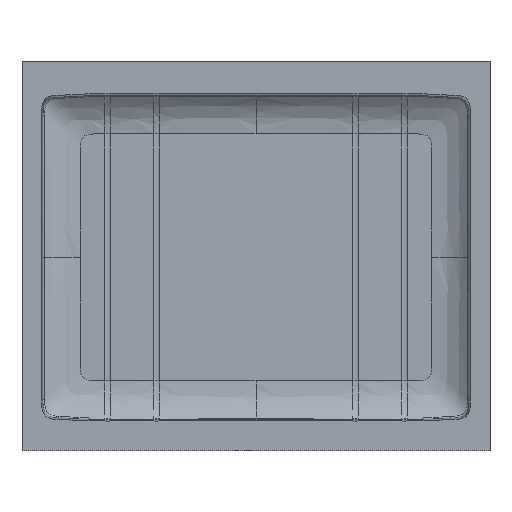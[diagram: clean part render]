
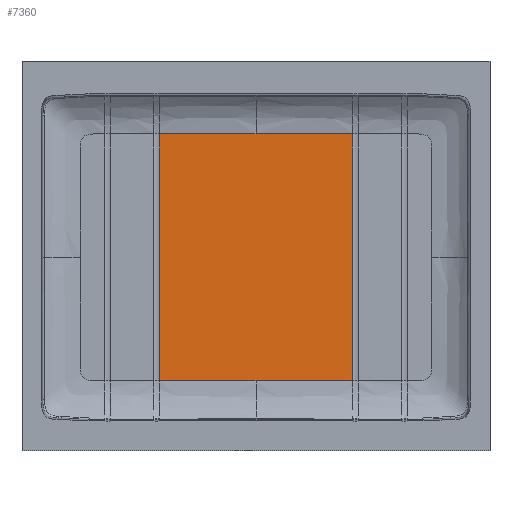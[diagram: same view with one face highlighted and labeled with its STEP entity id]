
A CAD part, front view. The second image highlights one B-rep face of the part: STEP entity #7360.
In plain terms, the highlighted planar face has unit normal (0, -1, 0).
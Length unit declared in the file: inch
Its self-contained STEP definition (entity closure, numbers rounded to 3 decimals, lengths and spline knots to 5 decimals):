
#17 = ORIENTED_EDGE ( 'NONE', *, *, #3767, .F. ) ;
#37 = CARTESIAN_POINT ( 'NONE',  ( -3.48118, 2.03, 4.44987 ) ) ;
#100 = DIRECTION ( 'NONE',  ( 0., 1., 0. ) ) ;
#130 = VERTEX_POINT ( 'NONE', #2562 ) ;
#465 = FACE_OUTER_BOUND ( 'NONE', #4527, .T. ) ;
#519 = CARTESIAN_POINT ( 'NONE',  ( 2.12528, 2.03, -4.44987 ) ) ;
#696 = CARTESIAN_POINT ( 'NONE',  ( 3.44324, 2.03, -4.44987 ) ) ;
#704 = CARTESIAN_POINT ( 'NONE',  ( 2.6231, 2.03, 4.44987 ) ) ;
#735 = VERTEX_POINT ( 'NONE', #9328 ) ;
#775 = AXIS2_PLACEMENT_3D ( 'NONE', #4216, #100, #5562 ) ;
#1379 = CARTESIAN_POINT ( 'NONE',  ( 1.5014, 2.03, -4.44987 ) ) ;
#1527 = CARTESIAN_POINT ( 'NONE',  ( 1.5014, 2.03, 4.44987 ) ) ;
#1628 = CARTESIAN_POINT ( 'NONE',  ( -3.28158, 2.03, 4.44987 ) ) ;
#1961 = CARTESIAN_POINT ( 'NONE',  ( -3.48118, 2.03, 4.44987 ) ) ;
#2026 = VERTEX_POINT ( 'NONE', #8603 ) ;
#2136 = VERTEX_POINT ( 'NONE', #2598 ) ;
#2196 = CARTESIAN_POINT ( 'NONE',  ( 3.48118, 2.03, -4.44987 ) ) ;
#2345 = CARTESIAN_POINT ( 'NONE',  ( 0.25034, 2.03, 4.44987 ) ) ;
#2454 = CARTESIAN_POINT ( 'NONE',  ( -2.6231, 2.03, 4.44987 ) ) ;
#2562 = CARTESIAN_POINT ( 'NONE',  ( 3.48118, 2.03, -4.44987 ) ) ;
#2598 = CARTESIAN_POINT ( 'NONE',  ( -3.48118, 2.03, -4.44987 ) ) ;
#3217 = CARTESIAN_POINT ( 'NONE',  ( -1.5014, 2.03, 4.44987 ) ) ;
#3238 = EDGE_CURVE ( 'NONE', #2136, #2026, #4544, .T. ) ;
#3385 = CARTESIAN_POINT ( 'NONE',  ( 0.25034, 2.03, -4.44987 ) ) ;
#3767 = EDGE_CURVE ( 'NONE', #130, #2026, #4871, .T. ) ;
#3824 = CARTESIAN_POINT ( 'NONE',  ( -1.5014, 2.03, -4.44987 ) ) ;
#3888 = CARTESIAN_POINT ( 'NONE',  ( -3.48118, 2.03, -4.44987 ) ) ;
#3980 = CARTESIAN_POINT ( 'NONE',  ( -0.25034, 2.03, 4.44987 ) ) ;
#4216 = CARTESIAN_POINT ( 'NONE',  ( 0., 2.03, 0. ) ) ;
#4319 = ORIENTED_EDGE ( 'NONE', *, *, #7942, .T. ) ;
#4527 = EDGE_LOOP ( 'NONE', ( #5076, #4921, #7611, #17, #4319, #8244 ) ) ;
#4542 = CARTESIAN_POINT ( 'NONE',  ( 0., 2.03, -4.44987 ) ) ;
#4544 = B_SPLINE_CURVE_WITH_KNOTS ( 'NONE', 3,
 ( #3888, #6169, #5486, #5581, #6062, #6200, #3824, #5454, #5391, #4721 ),
 .UNSPECIFIED., .F., .F.,
 ( 4, 1, 1, 1, 1, 1, 1, 4 ),
 ( 0.68366, 0.69408, 0.72808, 0.76207, 0.79606, 0.86404, 0.93202, 1. ),
 .UNSPECIFIED. ) ;
#4658 = VERTEX_POINT ( 'NONE', #1961 ) ;
#4721 = CARTESIAN_POINT ( 'NONE',  ( 0., 2.03, -4.44987 ) ) ;
#4722 = CARTESIAN_POINT ( 'NONE',  ( -3.44324, 2.03, 4.44987 ) ) ;
#4871 = B_SPLINE_CURVE_WITH_KNOTS ( 'NONE', 3,
 ( #2196, #696, #7445, #7233, #6713, #519, #1379, #6676, #3385, #4542 ),
 .UNSPECIFIED., .F., .F.,
 ( 4, 1, 1, 1, 1, 1, 1, 4 ),
 ( 0.68366, 0.69408, 0.72808, 0.76207, 0.79606, 0.86404, 0.93202, 1. ),
 .UNSPECIFIED. ) ;
#4921 = ORIENTED_EDGE ( 'NONE', *, *, #7390, .T. ) ;
#5076 = ORIENTED_EDGE ( 'NONE', *, *, #6323, .F. ) ;
#5391 = CARTESIAN_POINT ( 'NONE',  ( -0.25034, 2.03, -4.44987 ) ) ;
#5393 = CARTESIAN_POINT ( 'NONE',  ( 2.99572, 2.03, 4.44987 ) ) ;
#5454 = CARTESIAN_POINT ( 'NONE',  ( -0.75106, 2.03, -4.44987 ) ) ;
#5486 = CARTESIAN_POINT ( 'NONE',  ( -3.28158, 2.03, -4.44987 ) ) ;
#5562 = DIRECTION ( 'NONE',  ( 0., 0., 1. ) ) ;
#5581 = CARTESIAN_POINT ( 'NONE',  ( -2.99572, 2.03, -4.44987 ) ) ;
#5970 = LINE ( 'NONE', #8757, #8106 ) ;
#6062 = CARTESIAN_POINT ( 'NONE',  ( -2.6231, 2.03, -4.44987 ) ) ;
#6085 = VECTOR ( 'NONE', #9772, 39.37008 ) ;
#6169 = CARTESIAN_POINT ( 'NONE',  ( -3.44324, 2.03, -4.44987 ) ) ;
#6172 = CARTESIAN_POINT ( 'NONE',  ( 2.12528, 2.03, 4.44987 ) ) ;
#6200 = CARTESIAN_POINT ( 'NONE',  ( -2.12528, 2.03, -4.44987 ) ) ;
#6274 = B_SPLINE_CURVE_WITH_KNOTS ( 'NONE', 3,
 ( #37, #4722, #1628, #7059, #2454, #7890, #3217, #8721, #3980, #9458 ),
 .UNSPECIFIED., .F., .F.,
 ( 4, 1, 1, 1, 1, 1, 1, 4 ),
 ( 0.68366, 0.69408, 0.72808, 0.76207, 0.79606, 0.86404, 0.93202, 1. ),
 .UNSPECIFIED. ) ;
#6323 = EDGE_CURVE ( 'NONE', #4658, #7456, #6274, .T. ) ;
#6469 = CARTESIAN_POINT ( 'NONE',  ( 3.48118, 2.03, -4.44987 ) ) ;
#6676 = CARTESIAN_POINT ( 'NONE',  ( 0.75106, 2.03, -4.44987 ) ) ;
#6713 = CARTESIAN_POINT ( 'NONE',  ( 2.6231, 2.03, -4.44987 ) ) ;
#6931 = CARTESIAN_POINT ( 'NONE',  ( 3.44324, 2.03, 4.44987 ) ) ;
#6964 = CARTESIAN_POINT ( 'NONE',  ( 0.75106, 2.03, 4.44987 ) ) ;
#7059 = CARTESIAN_POINT ( 'NONE',  ( -2.99572, 2.03, 4.44987 ) ) ;
#7138 = DIRECTION ( 'NONE',  ( 0., 0., -1. ) ) ;
#7233 = CARTESIAN_POINT ( 'NONE',  ( 2.99572, 2.03, -4.44987 ) ) ;
#7360 = ADVANCED_FACE ( 'NONE', ( #465 ), #9495, .F. ) ;
#7390 = EDGE_CURVE ( 'NONE', #4658, #2136, #5970, .T. ) ;
#7445 = CARTESIAN_POINT ( 'NONE',  ( 3.28158, 2.03, -4.44987 ) ) ;
#7456 = VERTEX_POINT ( 'NONE', #9398 ) ;
#7611 = ORIENTED_EDGE ( 'NONE', *, *, #3238, .T. ) ;
#7663 = B_SPLINE_CURVE_WITH_KNOTS ( 'NONE', 3,
 ( #8595, #6931, #10077, #5393, #704, #6172, #1527, #6964, #2345, #7785 ),
 .UNSPECIFIED., .F., .F.,
 ( 4, 1, 1, 1, 1, 1, 1, 4 ),
 ( 0.68366, 0.69408, 0.72808, 0.76207, 0.79606, 0.86404, 0.93202, 1. ),
 .UNSPECIFIED. ) ;
#7785 = CARTESIAN_POINT ( 'NONE',  ( 0., 2.03, 4.44987 ) ) ;
#7890 = CARTESIAN_POINT ( 'NONE',  ( -2.12528, 2.03, 4.44987 ) ) ;
#7942 = EDGE_CURVE ( 'NONE', #130, #735, #8973, .T. ) ;
#8106 = VECTOR ( 'NONE', #7138, 39.37008 ) ;
#8244 = ORIENTED_EDGE ( 'NONE', *, *, #9007, .T. ) ;
#8595 = CARTESIAN_POINT ( 'NONE',  ( 3.48118, 2.03, 4.44987 ) ) ;
#8603 = CARTESIAN_POINT ( 'NONE',  ( 0., 2.03, -4.44987 ) ) ;
#8721 = CARTESIAN_POINT ( 'NONE',  ( -0.75106, 2.03, 4.44987 ) ) ;
#8757 = CARTESIAN_POINT ( 'NONE',  ( -3.48118, 2.03, -4.44987 ) ) ;
#8973 = LINE ( 'NONE', #6469, #6085 ) ;
#9007 = EDGE_CURVE ( 'NONE', #735, #7456, #7663, .T. ) ;
#9328 = CARTESIAN_POINT ( 'NONE',  ( 3.48118, 2.03, 4.44987 ) ) ;
#9398 = CARTESIAN_POINT ( 'NONE',  ( 0., 2.03, 4.44987 ) ) ;
#9458 = CARTESIAN_POINT ( 'NONE',  ( 0., 2.03, 4.44987 ) ) ;
#9495 = PLANE ( 'NONE',  #775 ) ;
#9772 = DIRECTION ( 'NONE',  ( 0., 0., 1. ) ) ;
#10077 = CARTESIAN_POINT ( 'NONE',  ( 3.28158, 2.03, 4.44987 ) ) ;
